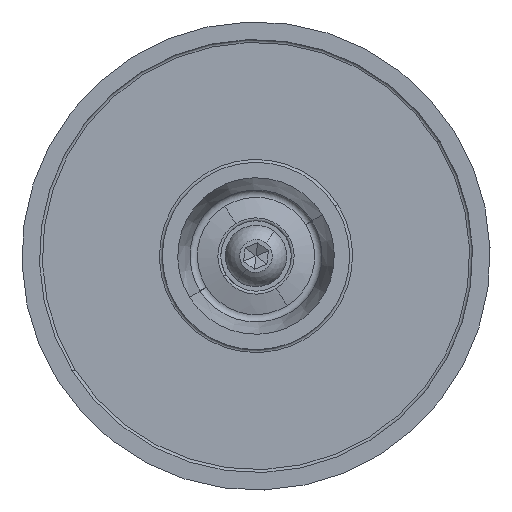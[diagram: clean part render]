
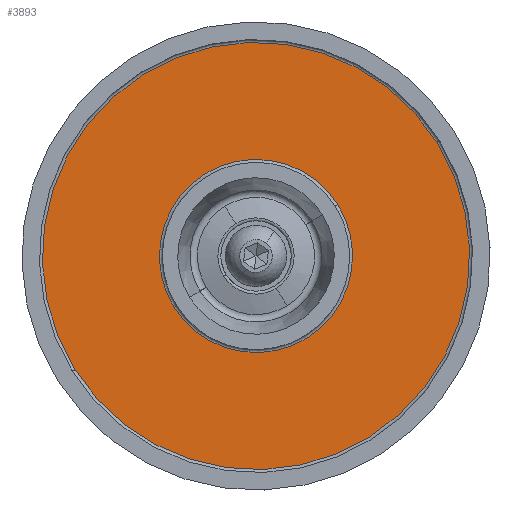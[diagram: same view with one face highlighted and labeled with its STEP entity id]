
A CAD part, front view. The second image highlights one B-rep face of the part: STEP entity #3893.
In plain terms, the highlighted planar face has unit normal (0, -1, 0).
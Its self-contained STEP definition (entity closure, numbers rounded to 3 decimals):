
#3861 = DIRECTION ( 'NONE',  ( 0.847, 0., 0.531 ) ) ;
#3893 = ADVANCED_FACE ( 'NONE', ( #26906, #15507 ), #9758, .T. ) ;
#4044 = VERTEX_POINT ( 'NONE', #11595 ) ;
#4048 = CARTESIAN_POINT ( 'NONE',  ( 19.707, 3., -42.926 ) ) ;
#4673 = DIRECTION ( 'NONE',  ( -0.847, 0., -0.531 ) ) ;
#6306 = EDGE_CURVE ( 'NONE', #29980, #4044, #34264, .T. ) ;
#7278 = CARTESIAN_POINT ( 'NONE',  ( 0.32, 3., -12. ) ) ;
#7549 = ORIENTED_EDGE ( 'NONE', *, *, #20450, .F. ) ;
#7856 = EDGE_CURVE ( 'NONE', #4044, #29980, #33152, .T. ) ;
#9085 = CARTESIAN_POINT ( 'NONE',  ( -30.606, 3., -31.387 ) ) ;
#9758 = PLANE ( 'NONE',  #22673 ) ;
#11595 = CARTESIAN_POINT ( 'NONE',  ( -13.66, 3., -20.764 ) ) ;
#13027 = CIRCLE ( 'NONE', #31790, 36.5 ) ;
#13518 = VERTEX_POINT ( 'NONE', #9085 ) ;
#13813 = AXIS2_PLACEMENT_3D ( 'NONE', #18197, #26681, #18749 ) ;
#15507 = FACE_OUTER_BOUND ( 'NONE', #23845, .T. ) ;
#15788 = CARTESIAN_POINT ( 'NONE',  ( 0.32, 3., -12. ) ) ;
#16220 = EDGE_CURVE ( 'NONE', #13518, #35330, #13027, .T. ) ;
#18197 = CARTESIAN_POINT ( 'NONE',  ( 0.32, 3., -12. ) ) ;
#18749 = DIRECTION ( 'NONE',  ( -0.847, 0., -0.531 ) ) ;
#20087 = CARTESIAN_POINT ( 'NONE',  ( 0.32, 3., -12. ) ) ;
#20450 = EDGE_CURVE ( 'NONE', #35330, #13518, #34647, .T. ) ;
#21645 = DIRECTION ( 'NONE',  ( 0., 1., 0. ) ) ;
#21754 = AXIS2_PLACEMENT_3D ( 'NONE', #7278, #21645, #24048 ) ;
#22673 = AXIS2_PLACEMENT_3D ( 'NONE', #4048, #26354, #3861 ) ;
#23845 = EDGE_LOOP ( 'NONE', ( #36445, #7549 ) ) ;
#24048 = DIRECTION ( 'NONE',  ( -0.847, 0., -0.531 ) ) ;
#24643 = ORIENTED_EDGE ( 'NONE', *, *, #7856, .T. ) ;
#26354 = DIRECTION ( 'NONE',  ( 0., -1., 0. ) ) ;
#26681 = DIRECTION ( 'NONE',  ( 0., 1., 0. ) ) ;
#26906 = FACE_BOUND ( 'NONE', #29943, .T. ) ;
#29020 = ORIENTED_EDGE ( 'NONE', *, *, #6306, .T. ) ;
#29705 = CARTESIAN_POINT ( 'NONE',  ( 31.246, 3., 7.387 ) ) ;
#29943 = EDGE_LOOP ( 'NONE', ( #24643, #29020 ) ) ;
#29980 = VERTEX_POINT ( 'NONE', #33651 ) ;
#30180 = AXIS2_PLACEMENT_3D ( 'NONE', #15788, #35425, #4673 ) ;
#31299 = DIRECTION ( 'NONE',  ( 0., 1., 0. ) ) ;
#31472 = DIRECTION ( 'NONE',  ( -0.847, 0., -0.531 ) ) ;
#31790 = AXIS2_PLACEMENT_3D ( 'NONE', #20087, #31299, #31472 ) ;
#33152 = CIRCLE ( 'NONE', #13813, 16.5 ) ;
#33651 = CARTESIAN_POINT ( 'NONE',  ( 14.3, 3., -3.236 ) ) ;
#34264 = CIRCLE ( 'NONE', #30180, 16.5 ) ;
#34647 = CIRCLE ( 'NONE', #21754, 36.5 ) ;
#35330 = VERTEX_POINT ( 'NONE', #29705 ) ;
#35425 = DIRECTION ( 'NONE',  ( 0., 1., 0. ) ) ;
#36445 = ORIENTED_EDGE ( 'NONE', *, *, #16220, .F. ) ;
